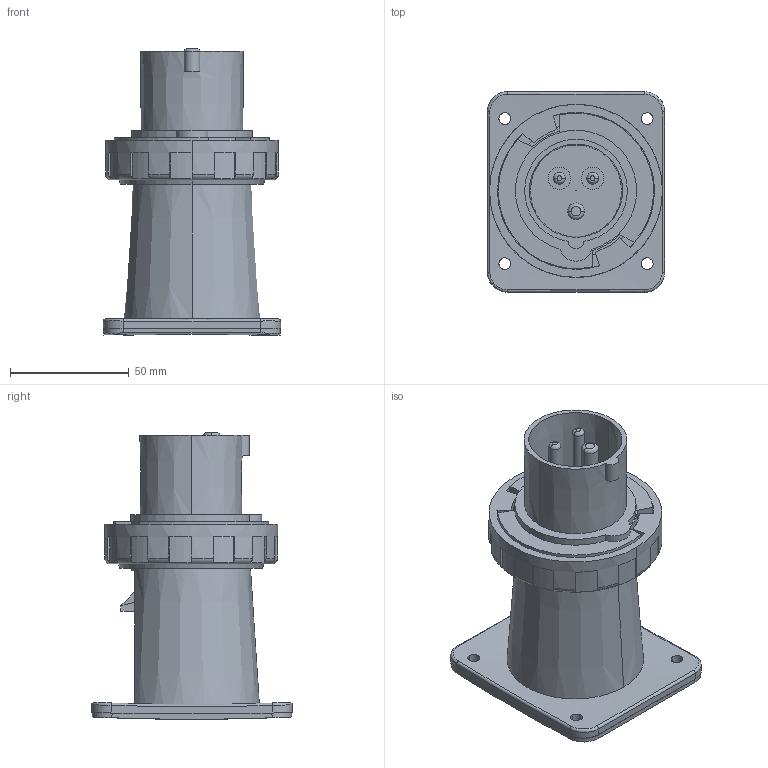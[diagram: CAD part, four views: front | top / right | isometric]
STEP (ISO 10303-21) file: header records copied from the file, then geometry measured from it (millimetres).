
FILE_DESCRIPTION((''),'2;1');
FILE_NAME('GW60226_ASM','2021-09-29T13:19:53',('User'),('Axiro Italia'),'CREO PARAMETRIC BY PTC INC, 2020354','CREO PARAMETRIC BY PTC INC, 2020354','');
FILE_SCHEMA(('CONFIG_CONTROL_DESIGN'));
Length unit declared in the file: millimetre
Products named in the file (4): GW60226_COMPONENTE_A_OR; GW60226_COMPONENTE_B_OR; GW60226_COMPONENTE_C_OR; GW60226_ASM
Assembly tree (3 placements, depth 2):
  GW60226_ASM
    GW60226_COMPONENTE_A_OR
    GW60226_COMPONENTE_B_OR
    GW60226_COMPONENTE_C_OR
Bounding box: 74.5 x 84.35 x 120.5 mm (x, y, z)
Volume: 104364.7 mm3; surface area: 72801.7 mm2
Topology: 3 solids, 3 shells, 293 faces, 759 edges, 491 vertices
Faces by surface type: plane 149, cylinder 99, bspline 19, cone 19, torus 7
Entity records: 10638 total; most frequent: CARTESIAN_POINT 3264, DIRECTION 1567, ORIENTED_EDGE 1514, EDGE_CURVE 757, AXIS2_PLACEMENT_3D 618, VERTEX_POINT 491, CIRCLE 337, EDGE_LOOP 334
